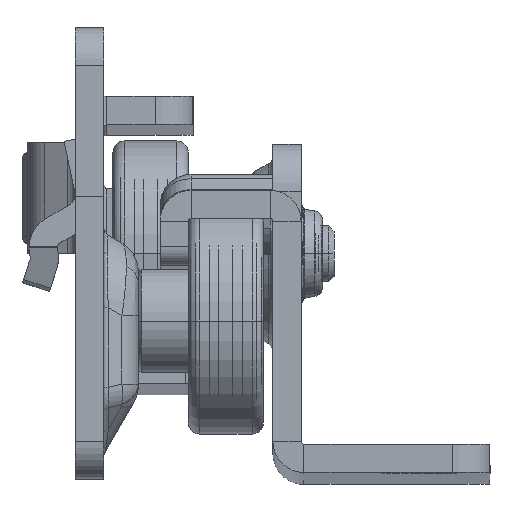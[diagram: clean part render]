
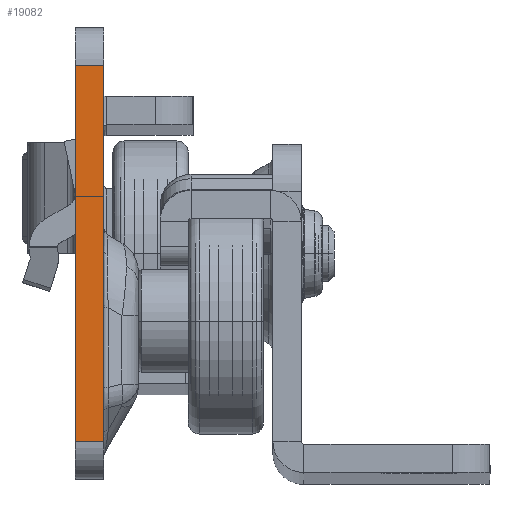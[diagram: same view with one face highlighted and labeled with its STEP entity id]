
A CAD part, top view. The second image highlights one B-rep face of the part: STEP entity #19082.
In plain terms, the highlighted planar face has unit normal (0, 0, 1).
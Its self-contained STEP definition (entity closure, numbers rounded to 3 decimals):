
#1260 = CARTESIAN_POINT ( 'NONE',  ( 0., -29.094, 0. ) ) ;
#1503 = ORIENTED_EDGE ( 'NONE', *, *, #24158, .F. ) ;
#2228 = VERTEX_POINT ( 'NONE', #5297 ) ;
#2951 = DIRECTION ( 'NONE',  ( 0., -1., 0. ) ) ;
#4116 = CARTESIAN_POINT ( 'NONE',  ( -3., -29.094, 0. ) ) ;
#4226 = LINE ( 'NONE', #27979, #11676 ) ;
#4273 = CARTESIAN_POINT ( 'NONE',  ( -3., -21.7, 0. ) ) ;
#5297 = CARTESIAN_POINT ( 'NONE',  ( -3., 18.3, 0. ) ) ;
#5909 = CARTESIAN_POINT ( 'NONE',  ( -122.719, -21.7, 0. ) ) ;
#6812 = EDGE_LOOP ( 'NONE', ( #10445, #1503, #23016, #7301 ) ) ;
#7301 = ORIENTED_EDGE ( 'NONE', *, *, #9908, .T. ) ;
#7597 = LINE ( 'NONE', #5909, #27368 ) ;
#7707 = AXIS2_PLACEMENT_3D ( 'NONE', #4116, #8212, #17296 ) ;
#8212 = DIRECTION ( 'NONE',  ( 0., 0., 1. ) ) ;
#9908 = EDGE_CURVE ( 'NONE', #14765, #27388, #7597, .T. ) ;
#10445 = ORIENTED_EDGE ( 'NONE', *, *, #15025, .F. ) ;
#10651 = PLANE ( 'NONE',  #7707 ) ;
#11676 = VECTOR ( 'NONE', #18985, 1000. ) ;
#14765 = VERTEX_POINT ( 'NONE', #4273 ) ;
#15025 = EDGE_CURVE ( 'NONE', #19574, #27388, #24979, .T. ) ;
#16425 = CARTESIAN_POINT ( 'NONE',  ( -3., -29.094, 0. ) ) ;
#17296 = DIRECTION ( 'NONE',  ( 1., 0., 0. ) ) ;
#17705 = CARTESIAN_POINT ( 'NONE',  ( 0., -21.7, 0. ) ) ;
#18402 = DIRECTION ( 'NONE',  ( 0., -1., 0. ) ) ;
#18555 = LINE ( 'NONE', #16425, #23424 ) ;
#18985 = DIRECTION ( 'NONE',  ( 1., 0., 0. ) ) ;
#19082 = ADVANCED_FACE ( 'NONE', ( #23473 ), #10651, .T. ) ;
#19574 = VERTEX_POINT ( 'NONE', #22847 ) ;
#22847 = CARTESIAN_POINT ( 'NONE',  ( 0., 18.3, 0. ) ) ;
#23016 = ORIENTED_EDGE ( 'NONE', *, *, #27545, .T. ) ;
#23268 = DIRECTION ( 'NONE',  ( 1., 0., 0. ) ) ;
#23424 = VECTOR ( 'NONE', #2951, 1000. ) ;
#23473 = FACE_OUTER_BOUND ( 'NONE', #6812, .T. ) ;
#24158 = EDGE_CURVE ( 'NONE', #2228, #19574, #4226, .T. ) ;
#24979 = LINE ( 'NONE', #1260, #27970 ) ;
#27368 = VECTOR ( 'NONE', #23268, 1000. ) ;
#27388 = VERTEX_POINT ( 'NONE', #17705 ) ;
#27545 = EDGE_CURVE ( 'NONE', #2228, #14765, #18555, .T. ) ;
#27970 = VECTOR ( 'NONE', #18402, 1000. ) ;
#27979 = CARTESIAN_POINT ( 'NONE',  ( -3., 18.3, 0. ) ) ;
